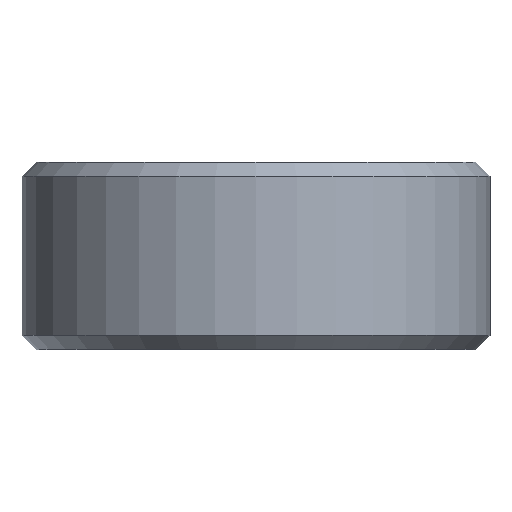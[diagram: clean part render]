
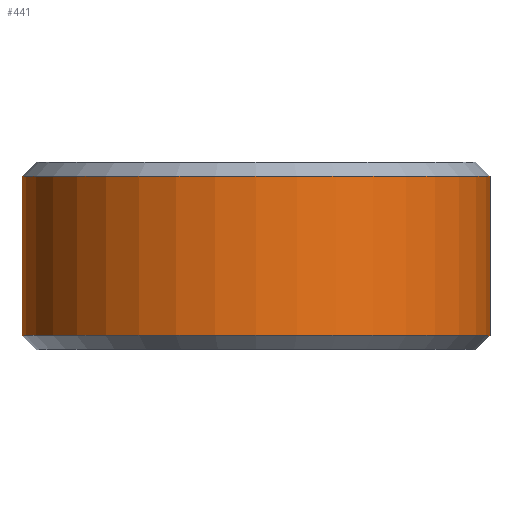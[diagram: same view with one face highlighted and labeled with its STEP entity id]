
A CAD part, top view. The second image highlights one B-rep face of the part: STEP entity #441.
In plain terms, the highlighted cylindrical face has radius 5 mm (diameter 10 mm), a full revolution.
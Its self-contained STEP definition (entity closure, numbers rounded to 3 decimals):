
#441 = ADVANCED_FACE('',(#442),#456,.T.);
#442 = FACE_BOUND('',#443,.F.);
#443 = EDGE_LOOP('',(#444,#474,#501,#502));
#444 = ORIENTED_EDGE('',*,*,#445,.T.);
#445 = EDGE_CURVE('',#446,#448,#450,.T.);
#446 = VERTEX_POINT('',#447);
#447 = CARTESIAN_POINT('',(5.,-0.3,0.));
#448 = VERTEX_POINT('',#449);
#449 = CARTESIAN_POINT('',(5.,-3.7,0.));
#450 = SEAM_CURVE('',#451,(#455,#467),.PCURVE_S1.);
#451 = LINE('',#452,#453);
#452 = CARTESIAN_POINT('',(5.,0.,0.));
#453 = VECTOR('',#454,1.);
#454 = DIRECTION('',(0.,-1.,0.));
#455 = PCURVE('',#456,#461);
#456 = CYLINDRICAL_SURFACE('',#457,5.);
#457 = AXIS2_PLACEMENT_3D('',#458,#459,#460);
#458 = CARTESIAN_POINT('',(0.,0.,0.));
#459 = DIRECTION('',(0.,1.,0.));
#460 = DIRECTION('',(1.,0.,0.));
#461 = DEFINITIONAL_REPRESENTATION('',(#462),#466);
#462 = LINE('',#463,#464);
#463 = CARTESIAN_POINT('',(-0.,0.));
#464 = VECTOR('',#465,1.);
#465 = DIRECTION('',(-0.,-1.));
#466 = ( GEOMETRIC_REPRESENTATION_CONTEXT(2) 
PARAMETRIC_REPRESENTATION_CONTEXT() REPRESENTATION_CONTEXT('2D SPACE',''
  ) );
#467 = PCURVE('',#456,#468);
#468 = DEFINITIONAL_REPRESENTATION('',(#469),#473);
#469 = LINE('',#470,#471);
#470 = CARTESIAN_POINT('',(-6.283,0.));
#471 = VECTOR('',#472,1.);
#472 = DIRECTION('',(-0.,-1.));
#473 = ( GEOMETRIC_REPRESENTATION_CONTEXT(2) 
PARAMETRIC_REPRESENTATION_CONTEXT() REPRESENTATION_CONTEXT('2D SPACE',''
  ) );
#474 = ORIENTED_EDGE('',*,*,#475,.T.);
#475 = EDGE_CURVE('',#448,#448,#476,.T.);
#476 = SURFACE_CURVE('',#477,(#482,#489),.PCURVE_S1.);
#477 = CIRCLE('',#478,5.);
#478 = AXIS2_PLACEMENT_3D('',#479,#480,#481);
#479 = CARTESIAN_POINT('',(0.,-3.7,0.));
#480 = DIRECTION('',(0.,-1.,0.));
#481 = DIRECTION('',(1.,0.,0.));
#482 = PCURVE('',#456,#483);
#483 = DEFINITIONAL_REPRESENTATION('',(#484),#488);
#484 = LINE('',#485,#486);
#485 = CARTESIAN_POINT('',(-0.,-3.7));
#486 = VECTOR('',#487,1.);
#487 = DIRECTION('',(-1.,0.));
#488 = ( GEOMETRIC_REPRESENTATION_CONTEXT(2) 
PARAMETRIC_REPRESENTATION_CONTEXT() REPRESENTATION_CONTEXT('2D SPACE',''
  ) );
#489 = PCURVE('',#490,#495);
#490 = CONICAL_SURFACE('',#491,5.,0.785);
#491 = AXIS2_PLACEMENT_3D('',#492,#493,#494);
#492 = CARTESIAN_POINT('',(0.,-3.7,0.));
#493 = DIRECTION('',(0.,1.,0.));
#494 = DIRECTION('',(1.,0.,0.));
#495 = DEFINITIONAL_REPRESENTATION('',(#496),#500);
#496 = LINE('',#497,#498);
#497 = CARTESIAN_POINT('',(-0.,-0.));
#498 = VECTOR('',#499,1.);
#499 = DIRECTION('',(-1.,-0.));
#500 = ( GEOMETRIC_REPRESENTATION_CONTEXT(2) 
PARAMETRIC_REPRESENTATION_CONTEXT() REPRESENTATION_CONTEXT('2D SPACE',''
  ) );
#501 = ORIENTED_EDGE('',*,*,#445,.F.);
#502 = ORIENTED_EDGE('',*,*,#503,.F.);
#503 = EDGE_CURVE('',#446,#446,#504,.T.);
#504 = SURFACE_CURVE('',#505,(#510,#517),.PCURVE_S1.);
#505 = CIRCLE('',#506,5.);
#506 = AXIS2_PLACEMENT_3D('',#507,#508,#509);
#507 = CARTESIAN_POINT('',(0.,-0.3,0.));
#508 = DIRECTION('',(0.,-1.,0.));
#509 = DIRECTION('',(1.,0.,0.));
#510 = PCURVE('',#456,#511);
#511 = DEFINITIONAL_REPRESENTATION('',(#512),#516);
#512 = LINE('',#513,#514);
#513 = CARTESIAN_POINT('',(0.,-0.3));
#514 = VECTOR('',#515,1.);
#515 = DIRECTION('',(-1.,0.));
#516 = ( GEOMETRIC_REPRESENTATION_CONTEXT(2) 
PARAMETRIC_REPRESENTATION_CONTEXT() REPRESENTATION_CONTEXT('2D SPACE',''
  ) );
#517 = PCURVE('',#518,#523);
#518 = CONICAL_SURFACE('',#519,5.,0.785);
#519 = AXIS2_PLACEMENT_3D('',#520,#521,#522);
#520 = CARTESIAN_POINT('',(0.,-0.3,0.));
#521 = DIRECTION('',(0.,-1.,0.));
#522 = DIRECTION('',(1.,0.,0.));
#523 = DEFINITIONAL_REPRESENTATION('',(#524),#528);
#524 = LINE('',#525,#526);
#525 = CARTESIAN_POINT('',(0.,-0.));
#526 = VECTOR('',#527,1.);
#527 = DIRECTION('',(1.,-0.));
#528 = ( GEOMETRIC_REPRESENTATION_CONTEXT(2) 
PARAMETRIC_REPRESENTATION_CONTEXT() REPRESENTATION_CONTEXT('2D SPACE',''
  ) );
